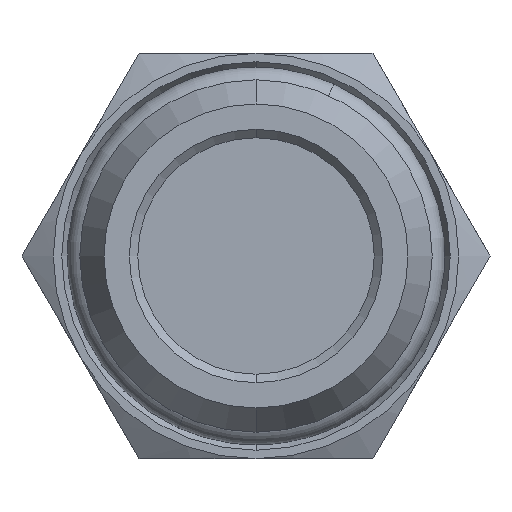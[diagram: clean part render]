
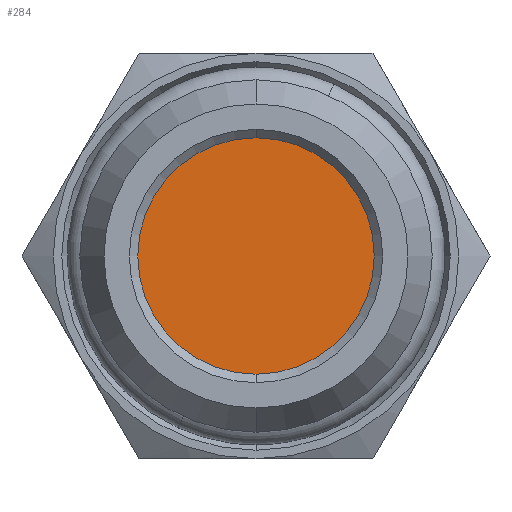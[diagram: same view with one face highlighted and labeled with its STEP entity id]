
A CAD part, front view. The second image highlights one B-rep face of the part: STEP entity #284.
In plain terms, the highlighted planar face has unit normal (0, -1, 0).
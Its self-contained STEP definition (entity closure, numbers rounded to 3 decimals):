
#97 = EDGE_CURVE ( 'NONE', #2407, #2052, #2593, .T. ) ;
#112 = CARTESIAN_POINT ( 'NONE',  ( 0., 1.388, -7. ) ) ;
#284 = ADVANCED_FACE ( 'NONE', ( #364 ), #1290, .T. ) ;
#364 = FACE_OUTER_BOUND ( 'NONE', #864, .T. ) ;
#780 = CARTESIAN_POINT ( 'NONE',  ( 0., 1.388, 7. ) ) ;
#864 = EDGE_LOOP ( 'NONE', ( #958, #959 ) ) ;
#958 = ORIENTED_EDGE ( 'NONE', *, *, #97, .F. ) ;
#959 = ORIENTED_EDGE ( 'NONE', *, *, #1810, .F. ) ;
#1021 = CARTESIAN_POINT ( 'NONE',  ( 0., 1.388, 0. ) ) ;
#1022 = DIRECTION ( 'NONE',  ( 0., 1., 0. ) ) ;
#1023 = DIRECTION ( 'NONE',  ( 0., 0., -1. ) ) ;
#1287 = CARTESIAN_POINT ( 'NONE',  ( 0., 1.388, 0. ) ) ;
#1290 = PLANE ( 'NONE',  #2719 ) ;
#1292 = DIRECTION ( 'NONE',  ( 0., -1., 0. ) ) ;
#1293 = DIRECTION ( 'NONE',  ( 0., 0., -1. ) ) ;
#1424 = AXIS2_PLACEMENT_3D ( 'NONE', #1021, #1022, #1023 ) ;
#1628 = CARTESIAN_POINT ( 'NONE',  ( 0., 1.388, 0. ) ) ;
#1629 = DIRECTION ( 'NONE',  ( 0., 1., 0. ) ) ;
#1630 = DIRECTION ( 'NONE',  ( 0., 0., -1. ) ) ;
#1810 = EDGE_CURVE ( 'NONE', #2052, #2407, #2873, .T. ) ;
#2052 = VERTEX_POINT ( 'NONE', #780 ) ;
#2407 = VERTEX_POINT ( 'NONE', #112 ) ;
#2593 = CIRCLE ( 'NONE', #2663, 7. ) ;
#2663 = AXIS2_PLACEMENT_3D ( 'NONE', #1628, #1629, #1630 ) ;
#2719 = AXIS2_PLACEMENT_3D ( 'NONE', #1287, #1292, #1293 ) ;
#2873 = CIRCLE ( 'NONE', #1424, 7. ) ;
